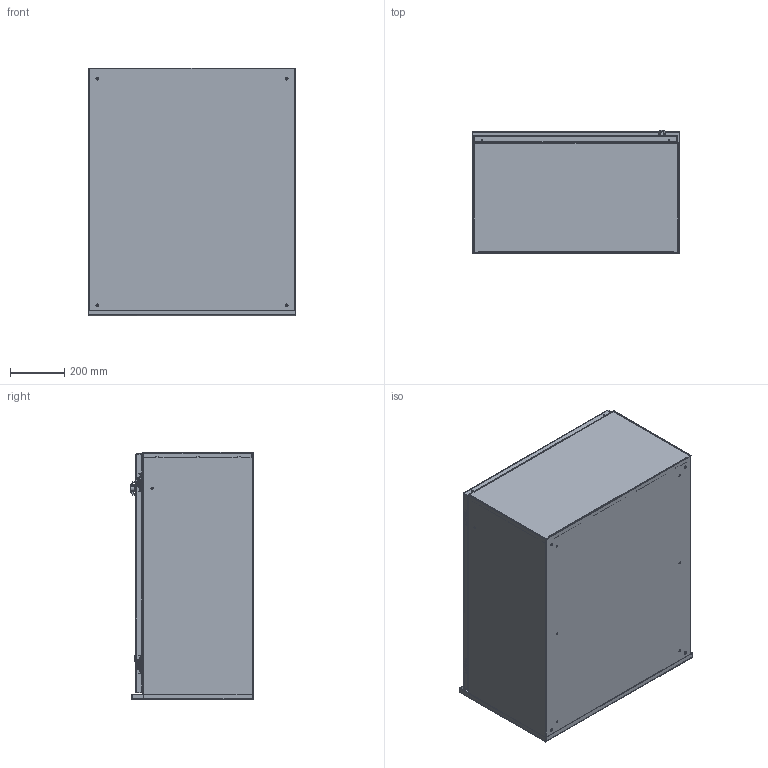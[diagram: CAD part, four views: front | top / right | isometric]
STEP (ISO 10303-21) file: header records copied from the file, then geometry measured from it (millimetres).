
FILE_DESCRIPTION (( 'STEP AP203' ), '1' );
FILE_NAME ('SCE-36R3016LP.step', '2021-02-09T16:14:11', ( 'ADC123' ), ( 'Microsoft' ), 'SwSTEP 2.0', 'SolidWorks 2019', '' );
FILE_SCHEMA (( 'CONFIG_CONTROL_DESIGN' ));
Products named in the file (1): SCE-36R3016LP
Bounding box: 767.99 x 456.11 x 914.4 mm (x, y, z)
Surface area: 7549685.7 mm2 (no closed solid volume)
Topology: 0 solids, 50 shells, 2607 faces, 6781 edges, 4286 vertices
Faces by surface type: plane 1214, cylinder 875, bspline 445, cone 51, torus 22
Full cylindrical faces by diameter (mm): 1.016 x2, 3.454 x2, 3.962 x2, 3.978 x2, 4.318 x6, 4.369 x4, 4.775 x4, 4.978 x8, 5 x1, 5.182 x4, 5.2 x1, 5.207 x4, 5.232 x4, 5.5 x2, 5.537 x2, 6.096 x4, 6.198 x4, 6.299 x2, 6.35 x4, 6.756 x4, 7.137 x4, 8.433 x6, 9.296 x6, 9.322 x6, 9.525 x4, 9.9 x1, 10 x1, 11.125 x4, 11.8 x1, 12.7 x6
Entity records: 106225 total; most frequent: CARTESIAN_POINT 47317, ORIENTED_EDGE 12694, DIRECTION 11146, EDGE_CURVE 6366, VERTEX_POINT 4156, AXIS2_PLACEMENT_3D 3820, VECTOR 3506, LINE 3506
